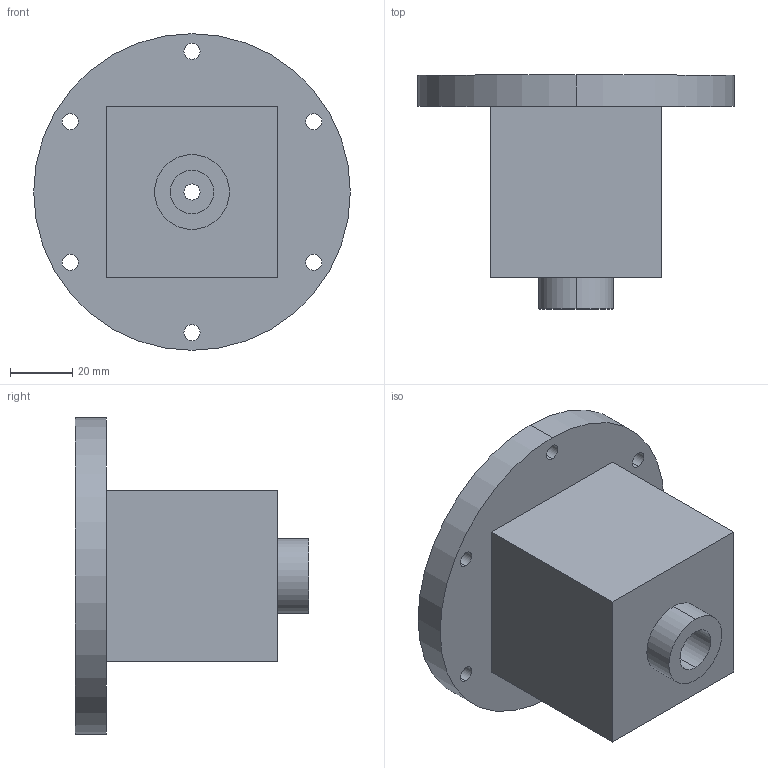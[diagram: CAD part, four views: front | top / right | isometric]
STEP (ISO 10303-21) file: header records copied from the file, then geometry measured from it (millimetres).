
FILE_DESCRIPTION (( 'STEP AP214' ), '1' );
FILE_NAME ('Secondary Camera Box STEP.STEP', '2016-06-17T01:24:27', ( '' ), ( '' ), 'SwSTEP 2.0', 'SolidWorks 2015', '' );
FILE_SCHEMA (( 'AUTOMOTIVE_DESIGN' ));
Length unit declared in the file: millimetre
Products named in the file (1): Secondary Camera Box STEP
Bounding box: 101.6 x 75 x 101.6 mm (x, y, z)
Volume: 126793.4 mm3; surface area: 44840.9 mm2
Topology: 1 solids, 1 shells, 44 faces, 108 edges, 72 vertices
Faces by surface type: cylinder 28, plane 16
Entity records: 1390 total; most frequent: DIRECTION 254, CARTESIAN_POINT 225, ORIENTED_EDGE 216, EDGE_CURVE 108, AXIS2_PLACEMENT_3D 101, VERTEX_POINT 72, EDGE_LOOP 64, CIRCLE 56
